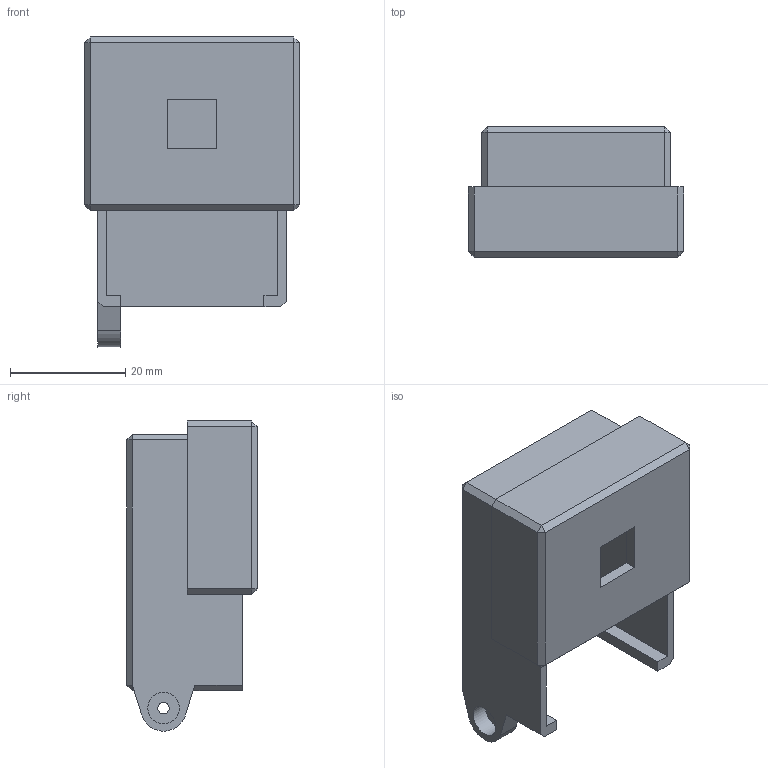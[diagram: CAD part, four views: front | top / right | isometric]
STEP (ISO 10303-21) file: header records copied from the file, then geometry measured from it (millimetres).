
FILE_DESCRIPTION(('STEP AP203'), '1');
FILE_NAME('櫻蠉錪', '', ('UNSPECIFIED'), ('UNSPECIFIED'), 'C3D Converter', 'C3D Toolkit', '');
FILE_SCHEMA(('CONFIG_CONTROL_DESIGN'));
Length unit declared in the file: millimetre
Bounding box: 37.4 x 22.7 x 53.89 mm (x, y, z)
Volume: 10749.7 mm3; surface area: 12104.5 mm2
Topology: 2 solids, 2 shells, 60 faces, 170 edges, 148 vertices
Faces by surface type: plane 57, cylinder 3
Full cylindrical faces by diameter (mm): 2 x1, 5.5 x1
Entity records: 1948 total; most frequent: CARTESIAN_POINT 347, ORIENTED_EDGE 276, DIRECTION 268, EDGE_CURVE 138, LINE 132, VECTOR 132, VERTEX_POINT 85, AXIS2_PLACEMENT_3D 68
